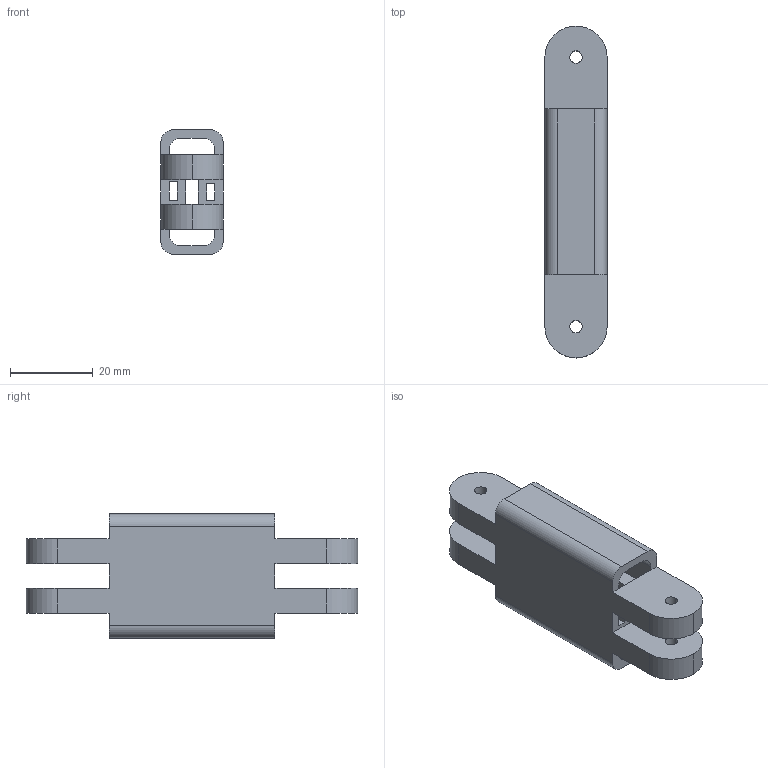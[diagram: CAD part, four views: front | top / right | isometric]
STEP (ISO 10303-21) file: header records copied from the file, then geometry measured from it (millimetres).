
FILE_DESCRIPTION (( 'STEP AP203' ), '1' );
FILE_NAME ('EndEffector2.STEP', '2021-09-03T02:57:23', ( '' ), ( '' ), 'SwSTEP 2.0', 'SolidWorks 2021', '' );
FILE_SCHEMA (( 'CONFIG_CONTROL_DESIGN' ));
Length unit declared in the file: millimetre
Products named in the file (1): EndEffector2
Bounding box: 15 x 80 x 30 mm (x, y, z)
Volume: 14970.8 mm3; surface area: 11851.7 mm2
Topology: 1 solids, 1 shells, 68 faces, 212 edges, 136 vertices
Faces by surface type: plane 44, cylinder 24
Entity records: 2457 total; most frequent: ORIENTED_EDGE 424, CARTESIAN_POINT 417, DIRECTION 398, EDGE_CURVE 212, LINE 164, VECTOR 164, VERTEX_POINT 136, AXIS2_PLACEMENT_3D 117
